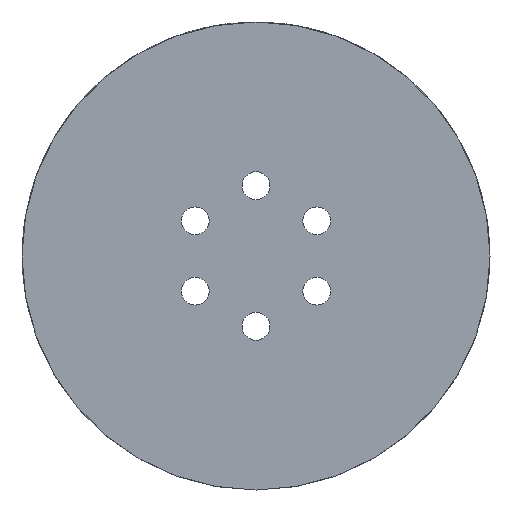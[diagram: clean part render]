
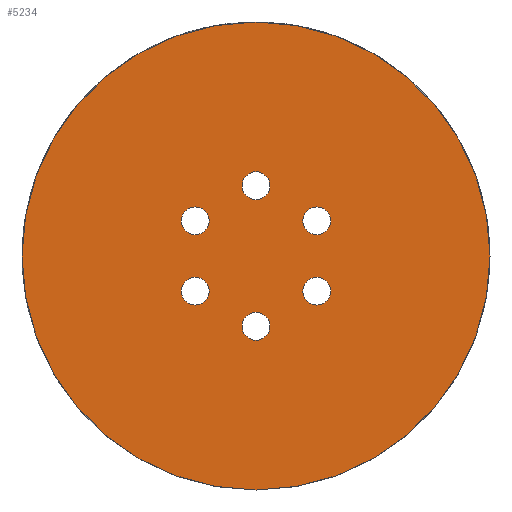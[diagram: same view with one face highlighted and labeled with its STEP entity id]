
A CAD part, front view. The second image highlights one B-rep face of the part: STEP entity #5234.
In plain terms, the highlighted planar face has unit normal (0, -1, 0).
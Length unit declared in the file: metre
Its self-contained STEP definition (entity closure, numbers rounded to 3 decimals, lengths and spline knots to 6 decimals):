
#2006=ORIENTED_EDGE('',*,*,#3028,.F.);
#2007=ORIENTED_EDGE('',*,*,#3029,.F.);
#2008=ORIENTED_EDGE('',*,*,#3030,.F.);
#2009=ORIENTED_EDGE('',*,*,#3031,.F.);
#2010=ORIENTED_EDGE('',*,*,#3032,.F.);
#2011=ORIENTED_EDGE('',*,*,#3033,.F.);
#2012=ORIENTED_EDGE('',*,*,#2474,.T.);
#2474=EDGE_CURVE('',#3260,#3260,#3716,.T.);
#3028=EDGE_CURVE('',#3484,#3484,#4050,.T.);
#3029=EDGE_CURVE('',#3485,#3485,#4051,.T.);
#3030=EDGE_CURVE('',#3486,#3486,#4052,.T.);
#3031=EDGE_CURVE('',#3487,#3487,#4053,.T.);
#3032=EDGE_CURVE('',#3488,#3488,#4054,.T.);
#3033=EDGE_CURVE('',#3489,#3489,#4055,.T.);
#3260=VERTEX_POINT('',#8701);
#3484=VERTEX_POINT('',#9756);
#3485=VERTEX_POINT('',#9758);
#3486=VERTEX_POINT('',#9760);
#3487=VERTEX_POINT('',#9762);
#3488=VERTEX_POINT('',#9764);
#3489=VERTEX_POINT('',#9766);
#3716=CIRCLE('',#5533,0.026642);
#4050=CIRCLE('',#6144,0.00159);
#4051=CIRCLE('',#6145,0.00159);
#4052=CIRCLE('',#6146,0.00159);
#4053=CIRCLE('',#6147,0.00159);
#4054=CIRCLE('',#6148,0.00159);
#4055=CIRCLE('',#6149,0.00159);
#4396=EDGE_LOOP('',(#2006));
#4397=EDGE_LOOP('',(#2007));
#4398=EDGE_LOOP('',(#2008));
#4399=EDGE_LOOP('',(#2009));
#4400=EDGE_LOOP('',(#2010));
#4401=EDGE_LOOP('',(#2011));
#4402=EDGE_LOOP('',(#2012));
#4760=FACE_BOUND('',#4396,.T.);
#4761=FACE_BOUND('',#4397,.T.);
#4762=FACE_BOUND('',#4398,.T.);
#4763=FACE_BOUND('',#4399,.T.);
#4764=FACE_BOUND('',#4400,.T.);
#4765=FACE_BOUND('',#4401,.T.);
#4766=FACE_BOUND('',#4402,.T.);
#4900=PLANE('',#6143);
#5234=ADVANCED_FACE('',(#4760,#4761,#4762,#4763,#4764,#4765,#4766),#4900,
 .T.);
#5533=AXIS2_PLACEMENT_3D('',#8700,#6719,#6720);
#6143=AXIS2_PLACEMENT_3D('',#9754,#8159,#8160);
#6144=AXIS2_PLACEMENT_3D('',#9755,#8161,#8162);
#6145=AXIS2_PLACEMENT_3D('',#9757,#8163,#8164);
#6146=AXIS2_PLACEMENT_3D('',#9759,#8165,#8166);
#6147=AXIS2_PLACEMENT_3D('',#9761,#8167,#8168);
#6148=AXIS2_PLACEMENT_3D('',#9763,#8169,#8170);
#6149=AXIS2_PLACEMENT_3D('',#9765,#8171,#8172);
#6719=DIRECTION('',(0.,-1.,0.));
#6720=DIRECTION('',(0.,0.,-1.));
#8159=DIRECTION('',(0.,-1.,0.));
#8160=DIRECTION('',(1.,0.,0.));
#8161=DIRECTION('',(0.,-1.,0.));
#8162=DIRECTION('',(0.,0.,-1.));
#8163=DIRECTION('',(0.,-1.,0.));
#8164=DIRECTION('',(0.,0.,-1.));
#8165=DIRECTION('',(0.,-1.,0.));
#8166=DIRECTION('',(0.,0.,-1.));
#8167=DIRECTION('',(0.,-1.,0.));
#8168=DIRECTION('',(0.,0.,-1.));
#8169=DIRECTION('',(0.,-1.,0.));
#8170=DIRECTION('',(0.,0.,-1.));
#8171=DIRECTION('',(0.,-1.,0.));
#8172=DIRECTION('',(0.,0.,-1.));
#8700=CARTESIAN_POINT('',(0.,-0.004588,0.));
#8701=CARTESIAN_POINT('',(0.,-0.004588,-0.026642));
#9754=CARTESIAN_POINT('',(0.,-0.004588,0.));
#9755=CARTESIAN_POINT('',(0.,-0.004588,0.008));
#9756=CARTESIAN_POINT('',(0.,-0.004588,0.00641));
#9757=CARTESIAN_POINT('',(-0.006928,-0.004588,0.004));
#9758=CARTESIAN_POINT('',(-0.006928,-0.004588,0.00241));
#9759=CARTESIAN_POINT('',(-0.006928,-0.004588,-0.004));
#9760=CARTESIAN_POINT('',(-0.006928,-0.004588,-0.00559));
#9761=CARTESIAN_POINT('',(0.,-0.004588,-0.008));
#9762=CARTESIAN_POINT('',(0.,-0.004588,-0.00959));
#9763=CARTESIAN_POINT('',(0.006928,-0.004588,-0.004));
#9764=CARTESIAN_POINT('',(0.006928,-0.004588,-0.00559));
#9765=CARTESIAN_POINT('',(0.006928,-0.004588,0.004));
#9766=CARTESIAN_POINT('',(0.006928,-0.004588,0.00241));
